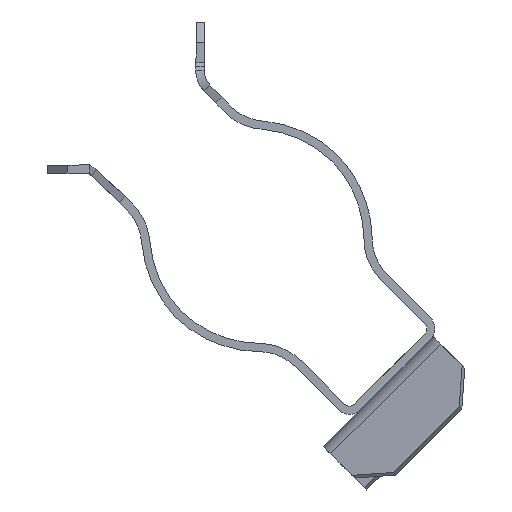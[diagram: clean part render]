
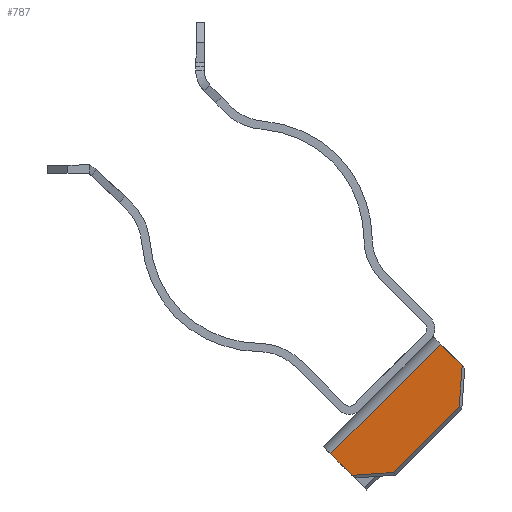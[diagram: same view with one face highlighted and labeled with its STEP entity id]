
A CAD part, front view. The second image highlights one B-rep face of the part: STEP entity #787.
In plain terms, the highlighted planar face has unit normal (-0.354, -0.866, 0.354).
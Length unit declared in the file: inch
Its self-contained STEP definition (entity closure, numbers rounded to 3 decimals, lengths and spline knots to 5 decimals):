
#28 = DIRECTION ( 'NONE',  ( 0.612, -0.5, -0.612 ) ) ;
#148 = VECTOR ( 'NONE', #2606, 39.37008 ) ;
#485 = EDGE_LOOP ( 'NONE', ( #708, #2475, #3699, #4888, #3944, #1792 ) ) ;
#604 = CARTESIAN_POINT ( 'NONE',  ( 1.27445, -2.06987, -0.23021 ) ) ;
#705 = LINE ( 'NONE', #2782, #4358 ) ;
#708 = ORIENTED_EDGE ( 'NONE', *, *, #4711, .T. ) ;
#787 = ADVANCED_FACE ( 'NONE', ( #978 ), #985, .T. ) ;
#978 = FACE_OUTER_BOUND ( 'NONE', #485, .T. ) ;
#979 = EDGE_CURVE ( 'NONE', #2266, #5337, #4096, .T. ) ;
#985 = PLANE ( 'NONE',  #4161 ) ;
#1056 = DIRECTION ( 'NONE',  ( 0.707, 0., 0.707 ) ) ;
#1245 = VECTOR ( 'NONE', #2440, 39.37008 ) ;
#1257 = CARTESIAN_POINT ( 'NONE',  ( 1.60827, -1.99487, 0.28733 ) ) ;
#1364 = VECTOR ( 'NONE', #4875, 39.37008 ) ;
#1524 = EDGE_CURVE ( 'NONE', #5337, #3599, #2109, .T. ) ;
#1531 = VERTEX_POINT ( 'NONE', #5936 ) ;
#1792 = ORIENTED_EDGE ( 'NONE', *, *, #2519, .F. ) ;
#1893 = CARTESIAN_POINT ( 'NONE',  ( 0.97242, -1.90987, -0.14032 ) ) ;
#2061 = CARTESIAN_POINT ( 'NONE',  ( 1.07653, -1.99487, -0.24442 ) ) ;
#2109 = LINE ( 'NONE', #1257, #5581 ) ;
#2266 = VERTEX_POINT ( 'NONE', #2287 ) ;
#2287 = CARTESIAN_POINT ( 'NONE',  ( 1.59406, -2.06987, 0.0894 ) ) ;
#2440 = DIRECTION ( 'NONE',  ( 0.707, 0., 0.707 ) ) ;
#2448 = VERTEX_POINT ( 'NONE', #1893 ) ;
#2475 = ORIENTED_EDGE ( 'NONE', *, *, #4401, .T. ) ;
#2484 = CARTESIAN_POINT ( 'NONE',  ( 1.27445, -2.06987, -0.23021 ) ) ;
#2519 = EDGE_CURVE ( 'NONE', #2448, #3599, #3720, .T. ) ;
#2536 = LINE ( 'NONE', #2061, #1364 ) ;
#2606 = DIRECTION ( 'NONE',  ( 0.067, 0.354, 0.933 ) ) ;
#2782 = CARTESIAN_POINT ( 'NONE',  ( 0.97242, -1.90987, -0.14032 ) ) ;
#3239 = VERTEX_POINT ( 'NONE', #2484 ) ;
#3315 = LINE ( 'NONE', #604, #4047 ) ;
#3599 = VERTEX_POINT ( 'NONE', #4058 ) ;
#3629 = DIRECTION ( 'NONE',  ( -0.612, 0.5, 0.612 ) ) ;
#3699 = ORIENTED_EDGE ( 'NONE', *, *, #5336, .T. ) ;
#3720 = LINE ( 'NONE', #4779, #1245 ) ;
#3752 = DIRECTION ( 'NONE',  ( 0.926, -0.378, 0. ) ) ;
#3944 = ORIENTED_EDGE ( 'NONE', *, *, #1524, .T. ) ;
#3952 = CARTESIAN_POINT ( 'NONE',  ( 1.59406, -2.06987, 0.0894 ) ) ;
#4047 = VECTOR ( 'NONE', #1056, 39.37008 ) ;
#4058 = CARTESIAN_POINT ( 'NONE',  ( 1.50417, -1.90987, 0.39143 ) ) ;
#4096 = LINE ( 'NONE', #3952, #148 ) ;
#4161 = AXIS2_PLACEMENT_3D ( 'NONE', #5611, #4649, #3752 ) ;
#4358 = VECTOR ( 'NONE', #28, 39.37008 ) ;
#4401 = EDGE_CURVE ( 'NONE', #1531, #3239, #2536, .T. ) ;
#4649 = DIRECTION ( 'NONE',  ( -0.354, -0.866, 0.354 ) ) ;
#4711 = EDGE_CURVE ( 'NONE', #2448, #1531, #705, .T. ) ;
#4779 = CARTESIAN_POINT ( 'NONE',  ( 1.50417, -1.90987, 0.39143 ) ) ;
#4875 = DIRECTION ( 'NONE',  ( 0.933, -0.354, 0.067 ) ) ;
#4888 = ORIENTED_EDGE ( 'NONE', *, *, #979, .T. ) ;
#5223 = CARTESIAN_POINT ( 'NONE',  ( 1.60827, -1.99487, 0.28733 ) ) ;
#5336 = EDGE_CURVE ( 'NONE', #3239, #2266, #3315, .T. ) ;
#5337 = VERTEX_POINT ( 'NONE', #5223 ) ;
#5581 = VECTOR ( 'NONE', #3629, 39.37008 ) ;
#5611 = CARTESIAN_POINT ( 'NONE',  ( 0.97242, -1.90987, -0.14032 ) ) ;
#5936 = CARTESIAN_POINT ( 'NONE',  ( 1.07653, -1.99487, -0.24442 ) ) ;
